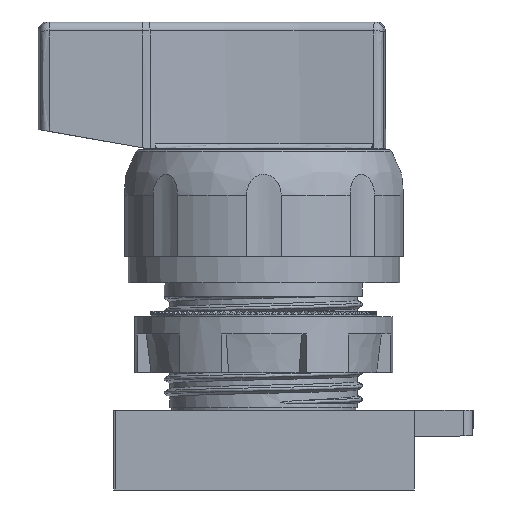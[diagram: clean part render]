
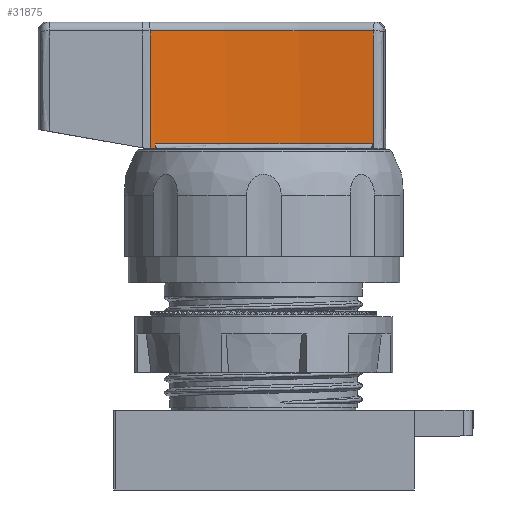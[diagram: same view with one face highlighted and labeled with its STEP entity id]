
A CAD part, front view. The second image highlights one B-rep face of the part: STEP entity #31875.
In plain terms, the highlighted conical face has half-angle 0.5 degrees and reference radius 87.5 mm.
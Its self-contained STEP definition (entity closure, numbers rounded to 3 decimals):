
#96=CONICAL_SURFACE('',#34600,87.5,0.009);
#3129=FACE_OUTER_BOUND('',#4864,.T.);
#4864=EDGE_LOOP('',(#27835,#27836,#27837,#27838,#27839,#27840,#27841,#27842));
#5363=B_SPLINE_CURVE_WITH_KNOTS('',3,(#62547,#62548,#62549,#62550),
 .UNSPECIFIED.,.F.,.F.,(4,4),(-1.901,-0.6),
 .UNSPECIFIED.);
#5368=B_SPLINE_CURVE_WITH_KNOTS('',3,(#62627,#62628,#62629,#62630),
 .UNSPECIFIED.,.F.,.F.,(4,4),(96.486,96.536),
 .UNSPECIFIED.);
#5369=B_SPLINE_CURVE_WITH_KNOTS('',3,(#62633,#62634,#62635,#62636),
 .UNSPECIFIED.,.F.,.F.,(4,4),(98.513,98.563),
 .UNSPECIFIED.);
#5370=B_SPLINE_CURVE_WITH_KNOTS('',3,(#62637,#62638,#62639,#62640),
 .UNSPECIFIED.,.F.,.F.,(4,4),(0.199,1.5),
 .UNSPECIFIED.);
#6465=CIRCLE('',#34569,87.378);
#6467=CIRCLE('',#34571,87.378);
#6481=CIRCLE('',#34598,87.491);
#6483=CIRCLE('',#34601,87.382);
#14740=VERTEX_POINT('',#62367);
#14741=VERTEX_POINT('',#62369);
#14744=VERTEX_POINT('',#62378);
#14745=VERTEX_POINT('',#62398);
#14764=VERTEX_POINT('',#62546);
#14781=VERTEX_POINT('',#62622);
#14782=VERTEX_POINT('',#62626);
#14783=VERTEX_POINT('',#62631);
#19113=EDGE_CURVE('',#14740,#14741,#6465,.T.);
#19117=EDGE_CURVE('',#14744,#14745,#6467,.T.);
#19141=EDGE_CURVE('',#14741,#14764,#5363,.T.);
#19162=EDGE_CURVE('',#14764,#14781,#6481,.T.);
#19164=EDGE_CURVE('',#14740,#14782,#5368,.T.);
#19165=EDGE_CURVE('',#14783,#14782,#6483,.T.);
#19166=EDGE_CURVE('',#14783,#14745,#5369,.T.);
#19167=EDGE_CURVE('',#14781,#14744,#5370,.T.);
#27835=ORIENTED_EDGE('',*,*,#19141,.F.);
#27836=ORIENTED_EDGE('',*,*,#19113,.F.);
#27837=ORIENTED_EDGE('',*,*,#19164,.T.);
#27838=ORIENTED_EDGE('',*,*,#19165,.F.);
#27839=ORIENTED_EDGE('',*,*,#19166,.T.);
#27840=ORIENTED_EDGE('',*,*,#19117,.F.);
#27841=ORIENTED_EDGE('',*,*,#19167,.F.);
#27842=ORIENTED_EDGE('',*,*,#19162,.F.);
#31875=ADVANCED_FACE('',(#3129),#96,.F.);
#34569=AXIS2_PLACEMENT_3D('',#62370,#42556,#42557);
#34571=AXIS2_PLACEMENT_3D('',#62399,#42560,#42561);
#34598=AXIS2_PLACEMENT_3D('',#62623,#42628,#42629);
#34600=AXIS2_PLACEMENT_3D('',#62625,#42632,#42633);
#34601=AXIS2_PLACEMENT_3D('',#62632,#42634,#42635);
#42556=DIRECTION('center_axis',(0.,0.,
1.));
#42557=DIRECTION('ref_axis',(-0.149,-0.989,0.));
#42560=DIRECTION('center_axis',(0.,0.,
1.));
#42561=DIRECTION('ref_axis',(-0.149,-0.989,0.));
#42628=DIRECTION('center_axis',(0.,0.,
-1.));
#42629=DIRECTION('ref_axis',(-0.005,1.,0.));
#42632=DIRECTION('center_axis',(0.,0.,
1.));
#42633=DIRECTION('ref_axis',(-0.149,-0.989,0.));
#42634=DIRECTION('center_axis',(0.,0.,
1.));
#42635=DIRECTION('ref_axis',(-0.149,-0.989,0.));
#62367=CARTESIAN_POINT('',(-12.016,-3.445,12.675));
#62369=CARTESIAN_POINT('',(-12.557,-3.522,12.675));
#62370=CARTESIAN_POINT('Origin',(-0.05,-90.,12.675));
#62378=CARTESIAN_POINT('',(12.075,-3.468,12.675));
#62398=CARTESIAN_POINT('',(12.012,-3.459,12.675));
#62399=CARTESIAN_POINT('Origin',(-0.05,-90.,12.675));
#62546=CARTESIAN_POINT('',(-12.566,-3.408,25.684));
#62547=CARTESIAN_POINT('Ctrl Pts',(-12.557,-3.522,
12.675));
#62548=CARTESIAN_POINT('Ctrl Pts',(-12.56,-3.484,
17.011));
#62549=CARTESIAN_POINT('Ctrl Pts',(-12.563,-3.446,
21.347));
#62550=CARTESIAN_POINT('Ctrl Pts',(-12.566,-3.408,
25.684));
#62622=CARTESIAN_POINT('',(12.097,-3.356,25.684));
#62623=CARTESIAN_POINT('Origin',(-0.05,-90.,25.684));
#62625=CARTESIAN_POINT('Origin',(-0.05,-90.,26.675));
#62626=CARTESIAN_POINT('',(-12.017,-3.441,13.204));
#62627=CARTESIAN_POINT('Ctrl Pts',(-12.016,-3.445,
12.675));
#62628=CARTESIAN_POINT('Ctrl Pts',(-12.016,-3.444,
12.851));
#62629=CARTESIAN_POINT('Ctrl Pts',(-12.017,-3.442,
13.028));
#62630=CARTESIAN_POINT('Ctrl Pts',(-12.017,-3.441,
13.204));
#62631=CARTESIAN_POINT('',(12.013,-3.454,13.204));
#62632=CARTESIAN_POINT('Origin',(-0.05,-90.,13.204));
#62633=CARTESIAN_POINT('Ctrl Pts',(12.013,-3.454,13.204));
#62634=CARTESIAN_POINT('Ctrl Pts',(12.013,-3.456,13.028));
#62635=CARTESIAN_POINT('Ctrl Pts',(12.012,-3.457,12.851));
#62636=CARTESIAN_POINT('Ctrl Pts',(12.012,-3.459,12.675));
#62637=CARTESIAN_POINT('Ctrl Pts',(12.097,-3.356,25.684));
#62638=CARTESIAN_POINT('Ctrl Pts',(12.09,-3.393,21.347));
#62639=CARTESIAN_POINT('Ctrl Pts',(12.083,-3.43,17.011));
#62640=CARTESIAN_POINT('Ctrl Pts',(12.075,-3.468,12.675));
